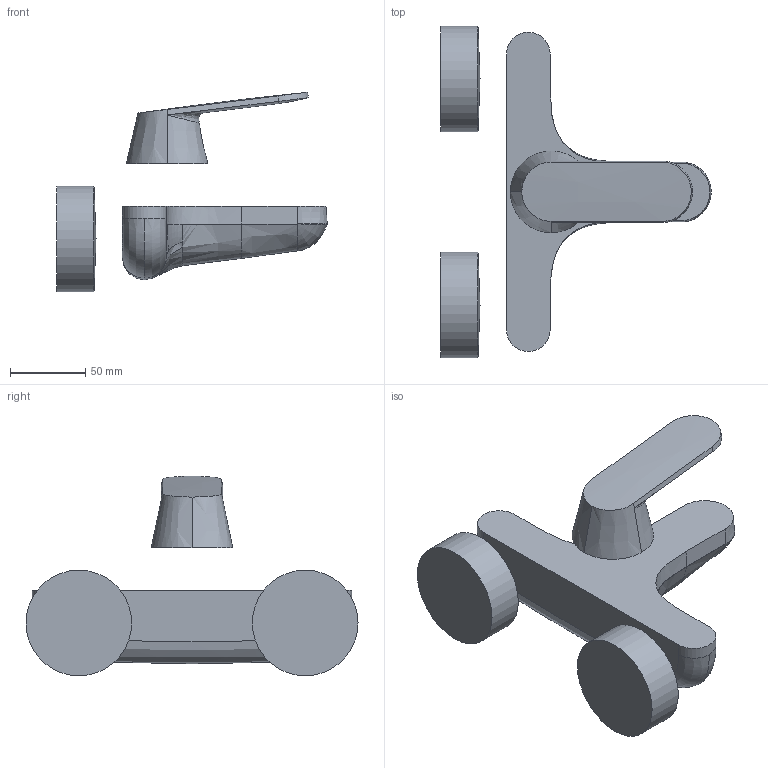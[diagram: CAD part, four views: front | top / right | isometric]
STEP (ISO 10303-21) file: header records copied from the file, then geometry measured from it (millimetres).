
FILE_DESCRIPTION(/* description */ ('Unknown'),/* implementation_level */ '2;1');
FILE_NAME(/* name */ '32831000',/* time_stamp */ '2022-08-26T15:14:45+02:00',/* author */ ('Unknown'),/* organization */ ('GROHE AG'),/* preprocessor_version */ 'ST-DEVELOPER v16.7',/* originating_system */ 'DEX',/* authorisation */ $);
FILE_SCHEMA (('AUTOMOTIVE_DESIGN {1 0 10303 214 3 1 1}'));
Length unit declared in the file: millimetre
Products named in the file (7): 32831000; 32831000_0; SQUARE#8; id121; 50.9697.1_Standard; 50.9702.1_Standard
Assembly tree (6 placements, depth 2):
  32831000
    32831000
    32831000_0
    SQUARE#8
    id121
    50.9697.1_Standard
    50.9702.1_Standard
Bounding box: 179.18 x 220 x 132.25 mm (x, y, z)
Volume: 662216.6 mm3; surface area: 83087.2 mm2
Topology: 4 solids, 4 shells, 56 faces, 150 edges, 96 vertices
Faces by surface type: bspline 40, plane 9, cylinder 5, sphere 2
Full cylindrical faces by diameter (mm): 70 x2
Entity records: 6696 total; most frequent: CARTESIAN_POINT 5533, ORIENTED_EDGE 280, EDGE_CURVE 140, B_SPLINE_CURVE_WITH_KNOTS 115, VERTEX_POINT 94, DIRECTION 85, EDGE_LOOP 58, FACE_BOUND 58
